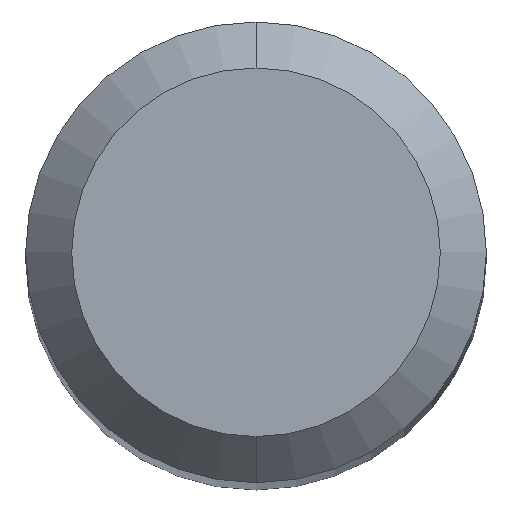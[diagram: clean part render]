
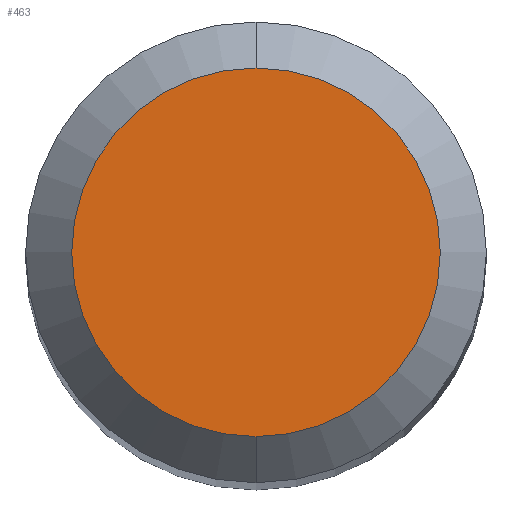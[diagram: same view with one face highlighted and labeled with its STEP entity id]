
A CAD part, top view. The second image highlights one B-rep face of the part: STEP entity #463.
In plain terms, the highlighted planar face has unit normal (0, 0, 1).
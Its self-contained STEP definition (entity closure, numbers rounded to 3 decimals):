
#193=EDGE_CURVE('',#323,#379,#502,.T.);
#215=EDGE_CURVE('',#379,#323,#528,.T.);
#323=VERTEX_POINT('',#644);
#379=VERTEX_POINT('',#705);
#463=ADVANCED_FACE('',(#799),#800,.T.);
#502=CIRCLE('',#851,1.2);
#528=CIRCLE('',#889,1.2);
#644=CARTESIAN_POINT('',(0.,-1.2,0.0));
#705=CARTESIAN_POINT('',(0.0,1.2,0.0));
#799=FACE_OUTER_BOUND('',#1442,.T.);
#800=PLANE('',#1443);
#851=AXIS2_PLACEMENT_3D('',#1465,#1466,#1467);
#889=AXIS2_PLACEMENT_3D('',#1505,#1506,#1507);
#1442=EDGE_LOOP('',(#1800,#1801));
#1443=AXIS2_PLACEMENT_3D('',#1802,#1803,#1804);
#1465=CARTESIAN_POINT('',(0.0,0.0,0.0));
#1466=DIRECTION('',(0.0,0.0,-1.0));
#1467=DIRECTION('',(0.0,1.0,0.0));
#1505=CARTESIAN_POINT('',(0.0,0.0,0.0));
#1506=DIRECTION('',(0.0,0.0,-1.0));
#1507=DIRECTION('',(0.0,1.0,0.0));
#1800=ORIENTED_EDGE('',*,*,#215,.F.);
#1801=ORIENTED_EDGE('',*,*,#193,.F.);
#1802=CARTESIAN_POINT('',(0.0,0.6,0.0));
#1803=DIRECTION('',(-0.0,0.0,1.0));
#1804=DIRECTION('',(0.0,-1.0,0.0));
